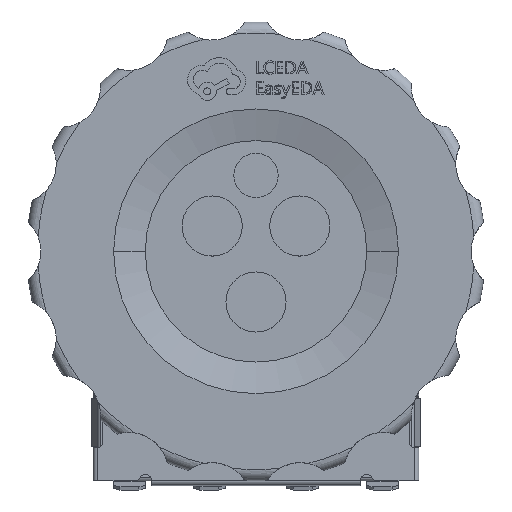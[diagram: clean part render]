
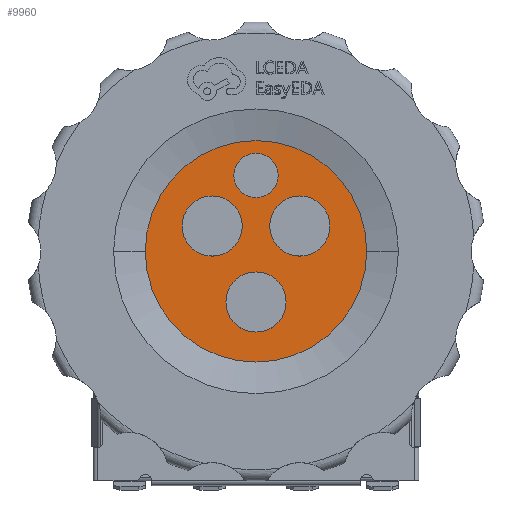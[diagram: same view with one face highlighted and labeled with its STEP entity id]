
A CAD part, top view. The second image highlights one B-rep face of the part: STEP entity #9960.
In plain terms, the highlighted planar face has unit normal (0, 0, 1).
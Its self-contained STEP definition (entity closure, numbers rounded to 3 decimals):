
#5061 = VERTEX_POINT('',#5062);
#5062 = CARTESIAN_POINT('',(2.336,3.283,3.35)
  );
#5068 = EDGE_CURVE('',#5061,#5069,#5071,.T.);
#5069 = VERTEX_POINT('',#5070);
#5070 = CARTESIAN_POINT('',(0.436,3.283,3.35)
  );
#5071 = CIRCLE('',#5072,0.95);
#5072 = AXIS2_PLACEMENT_3D('',#5073,#5074,#5075);
#5073 = CARTESIAN_POINT('',(1.386,3.283,3.35)
  );
#5074 = DIRECTION('',(0.,0.,1.));
#5075 = DIRECTION('',(1.,0.,-0.));
#5103 = VERTEX_POINT('',#5104);
#5104 = CARTESIAN_POINT('',(-0.436,3.283,3.35
    ));
#5110 = EDGE_CURVE('',#5103,#5111,#5113,.T.);
#5111 = VERTEX_POINT('',#5112);
#5112 = CARTESIAN_POINT('',(-2.336,3.283,3.35
    ));
#5113 = CIRCLE('',#5114,0.95);
#5114 = AXIS2_PLACEMENT_3D('',#5115,#5116,#5117);
#5115 = CARTESIAN_POINT('',(-1.386,3.283,3.35
    ));
#5116 = DIRECTION('',(0.,0.,1.));
#5117 = DIRECTION('',(1.,0.,-0.));
#5145 = VERTEX_POINT('',#5146);
#5146 = CARTESIAN_POINT('',(0.95,0.883,3.35)
  );
#5152 = EDGE_CURVE('',#5145,#5153,#5155,.T.);
#5153 = VERTEX_POINT('',#5154);
#5154 = CARTESIAN_POINT('',(-0.95,0.883,3.35
    ));
#5155 = CIRCLE('',#5156,0.95);
#5156 = AXIS2_PLACEMENT_3D('',#5157,#5158,#5159);
#5157 = CARTESIAN_POINT('',(0.,0.883,3.35));
#5158 = DIRECTION('',(0.,0.,1.));
#5159 = DIRECTION('',(1.,0.,-0.));
#5178 = VERTEX_POINT('',#5179);
#5179 = CARTESIAN_POINT('',(0.7,4.883,3.35)
  );
#5185 = EDGE_CURVE('',#5186,#5178,#5188,.T.);
#5186 = VERTEX_POINT('',#5187);
#5187 = CARTESIAN_POINT('',(-0.7,4.883,3.35
    ));
#5188 = CIRCLE('',#5189,0.7);
#5189 = AXIS2_PLACEMENT_3D('',#5190,#5191,#5192);
#5190 = CARTESIAN_POINT('',(0.,4.883,3.35));
#5191 = DIRECTION('',(0.,0.,1.));
#5192 = DIRECTION('',(1.,0.,-0.));
#5260 = VERTEX_POINT('',#5261);
#5261 = CARTESIAN_POINT('',(3.5,2.483,3.35)
  );
#5269 = VERTEX_POINT('',#5270);
#5270 = CARTESIAN_POINT('',(-3.5,2.483,3.35
    ));
#5276 = EDGE_CURVE('',#5269,#5260,#5277,.T.);
#5277 = CIRCLE('',#5278,3.5);
#5278 = AXIS2_PLACEMENT_3D('',#5279,#5280,#5281);
#5279 = CARTESIAN_POINT('',(0.,2.483,3.35));
#5280 = DIRECTION('',(0.,0.,1.));
#5281 = DIRECTION('',(1.,0.,-0.));
#9948 = EDGE_CURVE('',#5260,#5269,#9949,.T.);
#9949 = CIRCLE('',#9950,3.5);
#9950 = AXIS2_PLACEMENT_3D('',#9951,#9952,#9953);
#9951 = CARTESIAN_POINT('',(0.,2.483,3.35));
#9952 = DIRECTION('',(0.,0.,1.));
#9953 = DIRECTION('',(1.,0.,-0.));
#9960 = ADVANCED_FACE('',(#9961,#9971,#9981,#9991,#10001),#10005,.T.);
#9961 = FACE_BOUND('',#9962,.T.);
#9962 = EDGE_LOOP('',(#9963,#9970));
#9963 = ORIENTED_EDGE('',*,*,#9964,.F.);
#9964 = EDGE_CURVE('',#5069,#5061,#9965,.T.);
#9965 = CIRCLE('',#9966,0.95);
#9966 = AXIS2_PLACEMENT_3D('',#9967,#9968,#9969);
#9967 = CARTESIAN_POINT('',(1.386,3.283,3.35)
  );
#9968 = DIRECTION('',(0.,0.,1.));
#9969 = DIRECTION('',(1.,0.,-0.));
#9970 = ORIENTED_EDGE('',*,*,#5068,.F.);
#9971 = FACE_BOUND('',#9972,.T.);
#9972 = EDGE_LOOP('',(#9973,#9980));
#9973 = ORIENTED_EDGE('',*,*,#9974,.F.);
#9974 = EDGE_CURVE('',#5111,#5103,#9975,.T.);
#9975 = CIRCLE('',#9976,0.95);
#9976 = AXIS2_PLACEMENT_3D('',#9977,#9978,#9979);
#9977 = CARTESIAN_POINT('',(-1.386,3.283,3.35
    ));
#9978 = DIRECTION('',(0.,0.,1.));
#9979 = DIRECTION('',(1.,0.,-0.));
#9980 = ORIENTED_EDGE('',*,*,#5110,.F.);
#9981 = FACE_BOUND('',#9982,.T.);
#9982 = EDGE_LOOP('',(#9983,#9990));
#9983 = ORIENTED_EDGE('',*,*,#9984,.F.);
#9984 = EDGE_CURVE('',#5153,#5145,#9985,.T.);
#9985 = CIRCLE('',#9986,0.95);
#9986 = AXIS2_PLACEMENT_3D('',#9987,#9988,#9989);
#9987 = CARTESIAN_POINT('',(0.,0.883,3.35));
#9988 = DIRECTION('',(0.,0.,1.));
#9989 = DIRECTION('',(1.,0.,-0.));
#9990 = ORIENTED_EDGE('',*,*,#5152,.F.);
#9991 = FACE_BOUND('',#9992,.T.);
#9992 = EDGE_LOOP('',(#9993,#10000));
#9993 = ORIENTED_EDGE('',*,*,#9994,.F.);
#9994 = EDGE_CURVE('',#5178,#5186,#9995,.T.);
#9995 = CIRCLE('',#9996,0.7);
#9996 = AXIS2_PLACEMENT_3D('',#9997,#9998,#9999);
#9997 = CARTESIAN_POINT('',(0.,4.883,3.35));
#9998 = DIRECTION('',(0.,0.,1.));
#9999 = DIRECTION('',(1.,0.,-0.));
#10000 = ORIENTED_EDGE('',*,*,#5185,.F.);
#10001 = FACE_BOUND('',#10002,.T.);
#10002 = EDGE_LOOP('',(#10003,#10004));
#10003 = ORIENTED_EDGE('',*,*,#9948,.T.);
#10004 = ORIENTED_EDGE('',*,*,#5276,.T.);
#10005 = PLANE('',#10006);
#10006 = AXIS2_PLACEMENT_3D('',#10007,#10008,#10009);
#10007 = CARTESIAN_POINT('',(0.,2.483,3.35));
#10008 = DIRECTION('',(0.,0.,1.));
#10009 = DIRECTION('',(1.,0.,-0.));
